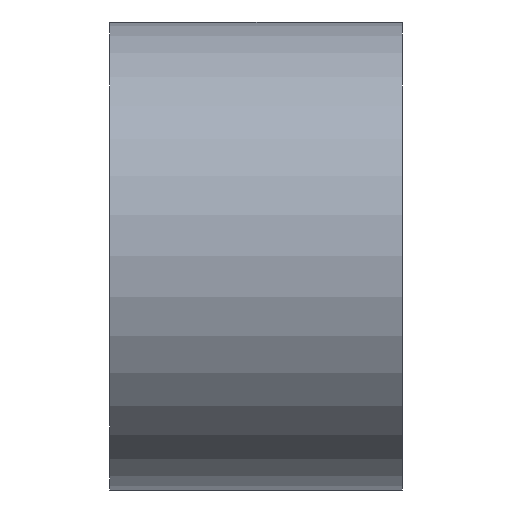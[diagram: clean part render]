
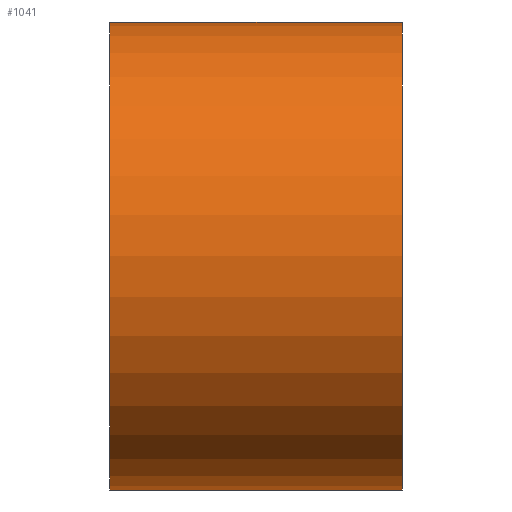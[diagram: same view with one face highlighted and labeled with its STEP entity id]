
A CAD part, left-side view. The second image highlights one B-rep face of the part: STEP entity #1041.
In plain terms, the highlighted cylindrical face has radius 7.62 mm (diameter 15.24 mm), a partial arc.
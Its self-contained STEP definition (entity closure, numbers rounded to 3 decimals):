
#57=CARTESIAN_POINT('',(-35.555,0.,0.));
#58=DIRECTION('',(0.,-1.,0.));
#59=DIRECTION('',(0.,0.,1.));
#60=AXIS2_PLACEMENT_3D('',#57,#58,#59);
#237=CARTESIAN_POINT('',(-35.555,9.525,0.));
#238=DIRECTION('',(0.,1.,0.));
#239=DIRECTION('',(0.,0.,-1.));
#240=AXIS2_PLACEMENT_3D('',#237,#238,#239);
#358=DIRECTION('',(0.,-1.,0.));
#359=VECTOR('',#358,9.525);
#360=CARTESIAN_POINT('',(-35.555,9.525,7.62));
#361=LINE('',#360,#359);
#374=DIRECTION('',(0.,-1.,0.));
#375=VECTOR('',#374,9.525);
#376=CARTESIAN_POINT('',(-35.555,9.525,-7.62));
#377=LINE('',#376,#375);
#480=CARTESIAN_POINT('',(-35.555,0.,7.62));
#481=CARTESIAN_POINT('',(-35.555,0.,-7.62));
#482=VERTEX_POINT('',#480);
#483=VERTEX_POINT('',#481);
#484=CARTESIAN_POINT('',(-35.555,9.525,-7.62));
#485=VERTEX_POINT('',#484);
#486=CARTESIAN_POINT('',(-35.555,9.525,7.62));
#487=VERTEX_POINT('',#486);
#1029=CARTESIAN_POINT('',(-35.555,21.942,0.));
#1030=DIRECTION('',(0.,-1.,0.));
#1031=DIRECTION('',(0.,0.,-1.));
#1032=AXIS2_PLACEMENT_3D('',#1029,#1030,#1031);
#1033=CYLINDRICAL_SURFACE('',#1032,7.62);
#1034=ORIENTED_EDGE('',*,*,#505,.T.);
#1036=ORIENTED_EDGE('',*,*,#1035,.F.);
#1037=ORIENTED_EDGE('',*,*,#773,.T.);
#1038=ORIENTED_EDGE('',*,*,#1023,.T.);
#1039=EDGE_LOOP('',(#1034,#1036,#1037,#1038));
#1040=FACE_OUTER_BOUND('',#1039,.F.);
#1041=ADVANCED_FACE('',(#1040),#1033,.T.);
#61=CIRCLE('',#60,7.62);
#241=CIRCLE('',#240,7.62);
#505=EDGE_CURVE('',#482,#483,#61,.T.);
#773=EDGE_CURVE('',#485,#487,#241,.T.);
#1023=EDGE_CURVE('',#487,#482,#361,.T.);
#1035=EDGE_CURVE('',#485,#483,#377,.T.);
